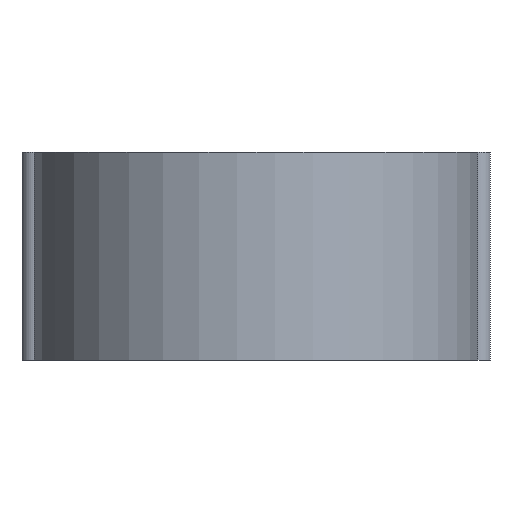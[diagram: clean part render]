
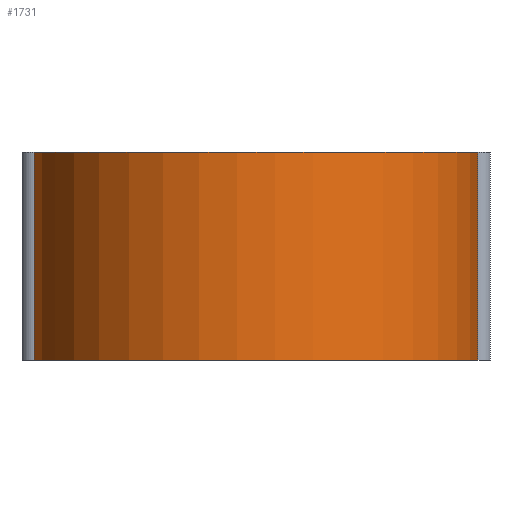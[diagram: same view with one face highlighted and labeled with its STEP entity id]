
A CAD part, front view. The second image highlights one B-rep face of the part: STEP entity #1731.
In plain terms, the highlighted cylindrical face has radius 10.7 mm (diameter 21.4 mm), a partial arc.
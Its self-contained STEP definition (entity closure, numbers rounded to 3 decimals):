
#74=CYLINDRICAL_SURFACE('',#1882,10.7);
#166=LINE('',#2871,#298);
#168=LINE('',#2877,#300);
#298=VECTOR('',#2226,1000.);
#300=VECTOR('',#2232,1000.);
#519=ORIENTED_EDGE('',*,*,#1007,.T.);
#520=ORIENTED_EDGE('',*,*,#1008,.F.);
#521=ORIENTED_EDGE('',*,*,#1009,.F.);
#522=ORIENTED_EDGE('',*,*,#1005,.T.);
#1005=EDGE_CURVE('',#1234,#1233,#166,.T.);
#1007=EDGE_CURVE('',#1233,#1235,#1359,.T.);
#1008=EDGE_CURVE('',#1236,#1235,#168,.T.);
#1009=EDGE_CURVE('',#1234,#1236,#1360,.T.);
#1233=VERTEX_POINT('',#2870);
#1234=VERTEX_POINT('',#2872);
#1235=VERTEX_POINT('',#2876);
#1236=VERTEX_POINT('',#2878);
#1359=CIRCLE('',#1883,10.7);
#1360=CIRCLE('',#1884,10.7);
#1463=EDGE_LOOP('',(#519,#520,#521,#522));
#1577=FACE_BOUND('',#1463,.T.);
#1731=ADVANCED_FACE('',(#1577),#74,.T.);
#1882=AXIS2_PLACEMENT_3D('',#2874,#2228,#2229);
#1883=AXIS2_PLACEMENT_3D('',#2875,#2230,#2231);
#1884=AXIS2_PLACEMENT_3D('',#2879,#2233,#2234);
#2226=DIRECTION('',(0.,0.,-1.));
#2228=DIRECTION('',(0.,0.,-1.));
#2229=DIRECTION('',(-1.,0.,0.));
#2230=DIRECTION('',(0.,0.,1.));
#2231=DIRECTION('',(1.,0.,0.));
#2232=DIRECTION('',(0.,0.,-1.));
#2233=DIRECTION('',(0.,0.,1.));
#2234=DIRECTION('',(1.,0.,0.));
#2870=CARTESIAN_POINT('',(-10.65,9.667,-5.));
#2871=CARTESIAN_POINT('',(-10.65,9.667,5.));
#2872=CARTESIAN_POINT('',(-10.65,9.667,5.));
#2874=CARTESIAN_POINT('',(0.,10.7,5.));
#2875=CARTESIAN_POINT('',(0.,10.7,-5.));
#2876=CARTESIAN_POINT('',(10.65,9.667,-5.));
#2877=CARTESIAN_POINT('',(10.65,9.667,5.));
#2878=CARTESIAN_POINT('',(10.65,9.667,5.));
#2879=CARTESIAN_POINT('',(0.,10.7,5.));
